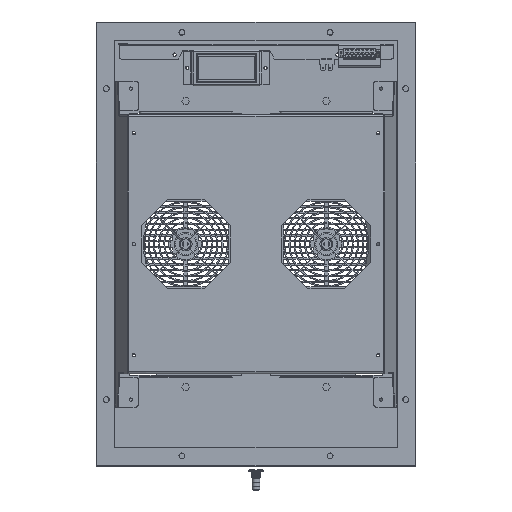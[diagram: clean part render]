
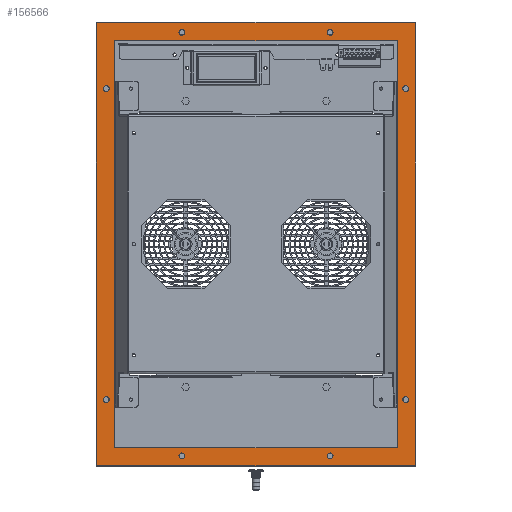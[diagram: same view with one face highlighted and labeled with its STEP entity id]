
A CAD part, front view. The second image highlights one B-rep face of the part: STEP entity #156566.
In plain terms, the highlighted planar face has unit normal (0, -1, 0).
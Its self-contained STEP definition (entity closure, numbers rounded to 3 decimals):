
#156028=DIRECTION('',(0.,0.,1.));
#156029=VECTOR('',#156028,598.);
#156030=CARTESIAN_POINT('',(215.,-3.,-299.));
#156031=LINE('',#156030,#156029);
#156036=DIRECTION('',(-1.,0.,0.));
#156037=VECTOR('',#156036,430.);
#156038=CARTESIAN_POINT('',(215.,-3.,299.));
#156039=LINE('',#156038,#156037);
#156040=CARTESIAN_POINT('',(-202.,-3.,-210.));
#156041=DIRECTION('',(0.,1.,0.));
#156042=DIRECTION('',(0.,0.,-1.));
#156043=AXIS2_PLACEMENT_3D('',#156040,#156041,#156042);
#156045=CARTESIAN_POINT('',(-202.,-3.,-210.));
#156046=DIRECTION('',(0.,1.,0.));
#156047=DIRECTION('',(0.,0.,1.));
#156048=AXIS2_PLACEMENT_3D('',#156045,#156046,#156047);
#156050=DIRECTION('',(1.,0.,0.));
#156051=VECTOR('',#156050,382.);
#156052=CARTESIAN_POINT('',(-191.,-3.,275.));
#156053=LINE('',#156052,#156051);
#156054=CARTESIAN_POINT('',(-100.,-3.,-286.));
#156055=DIRECTION('',(0.,1.,0.));
#156056=DIRECTION('',(1.,0.,0.));
#156057=AXIS2_PLACEMENT_3D('',#156054,#156055,#156056);
#156059=CARTESIAN_POINT('',(-100.,-3.,-286.));
#156060=DIRECTION('',(0.,1.,0.));
#156061=DIRECTION('',(-1.,0.,0.));
#156062=AXIS2_PLACEMENT_3D('',#156059,#156060,#156061);
#156064=CARTESIAN_POINT('',(-202.,-3.,210.));
#156065=DIRECTION('',(0.,1.,0.));
#156066=DIRECTION('',(0.,0.,-1.));
#156067=AXIS2_PLACEMENT_3D('',#156064,#156065,#156066);
#156069=CARTESIAN_POINT('',(-202.,-3.,210.));
#156070=DIRECTION('',(0.,1.,0.));
#156071=DIRECTION('',(0.,0.,1.));
#156072=AXIS2_PLACEMENT_3D('',#156069,#156070,#156071);
#156074=CARTESIAN_POINT('',(-100.,-3.,286.));
#156075=DIRECTION('',(0.,1.,0.));
#156076=DIRECTION('',(-1.,0.,0.));
#156077=AXIS2_PLACEMENT_3D('',#156074,#156075,#156076);
#156079=CARTESIAN_POINT('',(-100.,-3.,286.));
#156080=DIRECTION('',(0.,1.,0.));
#156081=DIRECTION('',(1.,0.,0.));
#156082=AXIS2_PLACEMENT_3D('',#156079,#156080,#156081);
#156084=CARTESIAN_POINT('',(202.,-3.,-210.));
#156085=DIRECTION('',(0.,1.,0.));
#156086=DIRECTION('',(0.,0.,1.));
#156087=AXIS2_PLACEMENT_3D('',#156084,#156085,#156086);
#156089=CARTESIAN_POINT('',(202.,-3.,-210.));
#156090=DIRECTION('',(0.,1.,0.));
#156091=DIRECTION('',(0.,0.,-1.));
#156092=AXIS2_PLACEMENT_3D('',#156089,#156090,#156091);
#156094=CARTESIAN_POINT('',(100.,-3.,-286.));
#156095=DIRECTION('',(0.,1.,0.));
#156096=DIRECTION('',(1.,0.,0.));
#156097=AXIS2_PLACEMENT_3D('',#156094,#156095,#156096);
#156099=CARTESIAN_POINT('',(100.,-3.,-286.));
#156100=DIRECTION('',(0.,1.,0.));
#156101=DIRECTION('',(-1.,0.,0.));
#156102=AXIS2_PLACEMENT_3D('',#156099,#156100,#156101);
#156104=CARTESIAN_POINT('',(202.,-3.,210.));
#156105=DIRECTION('',(0.,1.,0.));
#156106=DIRECTION('',(0.,0.,1.));
#156107=AXIS2_PLACEMENT_3D('',#156104,#156105,#156106);
#156109=CARTESIAN_POINT('',(202.,-3.,210.));
#156110=DIRECTION('',(0.,1.,0.));
#156111=DIRECTION('',(0.,0.,-1.));
#156112=AXIS2_PLACEMENT_3D('',#156109,#156110,#156111);
#156114=CARTESIAN_POINT('',(100.,-3.,286.));
#156115=DIRECTION('',(0.,1.,0.));
#156116=DIRECTION('',(-1.,0.,0.));
#156117=AXIS2_PLACEMENT_3D('',#156114,#156115,#156116);
#156119=CARTESIAN_POINT('',(100.,-3.,286.));
#156120=DIRECTION('',(0.,1.,0.));
#156121=DIRECTION('',(1.,0.,0.));
#156122=AXIS2_PLACEMENT_3D('',#156119,#156120,#156121);
#156124=DIRECTION('',(1.,0.,0.));
#156125=VECTOR('',#156124,430.);
#156126=CARTESIAN_POINT('',(-215.,-3.,-299.));
#156127=LINE('',#156126,#156125);
#156128=DIRECTION('',(0.,0.,-1.));
#156129=VECTOR('',#156128,598.);
#156130=CARTESIAN_POINT('',(-215.,-3.,299.));
#156131=LINE('',#156130,#156129);
#156148=DIRECTION('',(0.,0.,1.));
#156149=VECTOR('',#156148,550.);
#156150=CARTESIAN_POINT('',(-191.,-3.,-275.));
#156151=LINE('',#156150,#156149);
#156152=DIRECTION('',(-1.,0.,0.));
#156153=VECTOR('',#156152,382.);
#156154=CARTESIAN_POINT('',(191.,-3.,-275.));
#156155=LINE('',#156154,#156153);
#156164=DIRECTION('',(0.,0.,-1.));
#156165=VECTOR('',#156164,550.);
#156166=CARTESIAN_POINT('',(191.,-3.,275.));
#156167=LINE('',#156166,#156165);
#156324=CARTESIAN_POINT('',(215.,-3.,299.));
#156325=CARTESIAN_POINT('',(-215.,-3.,299.));
#156326=VERTEX_POINT('',#156324);
#156327=VERTEX_POINT('',#156325);
#156328=CARTESIAN_POINT('',(-202.,-3.,-214.));
#156329=CARTESIAN_POINT('',(-202.,-3.,-206.));
#156330=VERTEX_POINT('',#156328);
#156331=VERTEX_POINT('',#156329);
#156332=CARTESIAN_POINT('',(-191.,-3.,275.));
#156333=CARTESIAN_POINT('',(191.,-3.,275.));
#156334=VERTEX_POINT('',#156332);
#156335=VERTEX_POINT('',#156333);
#156336=CARTESIAN_POINT('',(-96.,-3.,-286.));
#156337=CARTESIAN_POINT('',(-104.,-3.,-286.));
#156338=VERTEX_POINT('',#156336);
#156339=VERTEX_POINT('',#156337);
#156340=CARTESIAN_POINT('',(-202.,-3.,206.));
#156341=CARTESIAN_POINT('',(-202.,-3.,214.));
#156342=VERTEX_POINT('',#156340);
#156343=VERTEX_POINT('',#156341);
#156344=CARTESIAN_POINT('',(-104.,-3.,286.));
#156345=CARTESIAN_POINT('',(-96.,-3.,286.));
#156346=VERTEX_POINT('',#156344);
#156347=VERTEX_POINT('',#156345);
#156348=CARTESIAN_POINT('',(202.,-3.,-206.));
#156349=CARTESIAN_POINT('',(202.,-3.,-214.));
#156350=VERTEX_POINT('',#156348);
#156351=VERTEX_POINT('',#156349);
#156352=CARTESIAN_POINT('',(104.,-3.,-286.));
#156353=CARTESIAN_POINT('',(96.,-3.,-286.));
#156354=VERTEX_POINT('',#156352);
#156355=VERTEX_POINT('',#156353);
#156356=CARTESIAN_POINT('',(202.,-3.,214.));
#156357=CARTESIAN_POINT('',(202.,-3.,206.));
#156358=VERTEX_POINT('',#156356);
#156359=VERTEX_POINT('',#156357);
#156360=CARTESIAN_POINT('',(96.,-3.,286.));
#156361=CARTESIAN_POINT('',(104.,-3.,286.));
#156362=VERTEX_POINT('',#156360);
#156363=VERTEX_POINT('',#156361);
#156372=CARTESIAN_POINT('',(-215.,-3.,-299.));
#156373=CARTESIAN_POINT('',(215.,-3.,-299.));
#156374=VERTEX_POINT('',#156372);
#156375=VERTEX_POINT('',#156373);
#156376=CARTESIAN_POINT('',(-191.,-3.,-275.));
#156377=VERTEX_POINT('',#156376);
#156378=CARTESIAN_POINT('',(191.,-3.,-275.));
#156379=VERTEX_POINT('',#156378);
#156495=CARTESIAN_POINT('',(0.,-3.,0.));
#156496=DIRECTION('',(0.,-1.,0.));
#156497=DIRECTION('',(1.,0.,0.));
#156498=AXIS2_PLACEMENT_3D('',#156495,#156496,#156497);
#156499=PLANE('',#156498);
#156501=ORIENTED_EDGE('',*,*,#156500,.F.);
#156503=ORIENTED_EDGE('',*,*,#156502,.F.);
#156504=ORIENTED_EDGE('',*,*,#156473,.F.);
#156505=ORIENTED_EDGE('',*,*,#156486,.F.);
#156506=EDGE_LOOP('',(#156501,#156503,#156504,#156505));
#156507=FACE_OUTER_BOUND('',#156506,.F.);
#156509=ORIENTED_EDGE('',*,*,#156508,.F.);
#156511=ORIENTED_EDGE('',*,*,#156510,.F.);
#156512=EDGE_LOOP('',(#156509,#156511));
#156513=FACE_BOUND('',#156512,.F.);
#156515=ORIENTED_EDGE('',*,*,#156514,.F.);
#156517=ORIENTED_EDGE('',*,*,#156516,.F.);
#156519=ORIENTED_EDGE('',*,*,#156518,.F.);
#156521=ORIENTED_EDGE('',*,*,#156520,.F.);
#156522=EDGE_LOOP('',(#156515,#156517,#156519,#156521));
#156523=FACE_BOUND('',#156522,.F.);
#156525=ORIENTED_EDGE('',*,*,#156524,.F.);
#156527=ORIENTED_EDGE('',*,*,#156526,.F.);
#156528=EDGE_LOOP('',(#156525,#156527));
#156529=FACE_BOUND('',#156528,.F.);
#156531=ORIENTED_EDGE('',*,*,#156530,.F.);
#156533=ORIENTED_EDGE('',*,*,#156532,.F.);
#156534=EDGE_LOOP('',(#156531,#156533));
#156535=FACE_BOUND('',#156534,.F.);
#156537=ORIENTED_EDGE('',*,*,#156536,.F.);
#156539=ORIENTED_EDGE('',*,*,#156538,.F.);
#156540=EDGE_LOOP('',(#156537,#156539));
#156541=FACE_BOUND('',#156540,.F.);
#156543=ORIENTED_EDGE('',*,*,#156542,.F.);
#156545=ORIENTED_EDGE('',*,*,#156544,.F.);
#156546=EDGE_LOOP('',(#156543,#156545));
#156547=FACE_BOUND('',#156546,.F.);
#156549=ORIENTED_EDGE('',*,*,#156548,.F.);
#156551=ORIENTED_EDGE('',*,*,#156550,.F.);
#156552=EDGE_LOOP('',(#156549,#156551));
#156553=FACE_BOUND('',#156552,.F.);
#156555=ORIENTED_EDGE('',*,*,#156554,.F.);
#156557=ORIENTED_EDGE('',*,*,#156556,.F.);
#156558=EDGE_LOOP('',(#156555,#156557));
#156559=FACE_BOUND('',#156558,.F.);
#156561=ORIENTED_EDGE('',*,*,#156560,.F.);
#156563=ORIENTED_EDGE('',*,*,#156562,.F.);
#156564=EDGE_LOOP('',(#156561,#156563));
#156565=FACE_BOUND('',#156564,.F.);
#156566=ADVANCED_FACE('',(#156507,#156513,#156523,#156529,#156535,#156541,
#156547,#156553,#156559,#156565),#156499,.T.);
#156044=CIRCLE('',#156043,4.);
#156049=CIRCLE('',#156048,4.);
#156058=CIRCLE('',#156057,4.);
#156063=CIRCLE('',#156062,4.);
#156068=CIRCLE('',#156067,4.);
#156073=CIRCLE('',#156072,4.);
#156078=CIRCLE('',#156077,4.);
#156083=CIRCLE('',#156082,4.);
#156088=CIRCLE('',#156087,4.);
#156093=CIRCLE('',#156092,4.);
#156098=CIRCLE('',#156097,4.);
#156103=CIRCLE('',#156102,4.);
#156108=CIRCLE('',#156107,4.);
#156113=CIRCLE('',#156112,4.);
#156118=CIRCLE('',#156117,4.);
#156123=CIRCLE('',#156122,4.);
#156473=EDGE_CURVE('',#156326,#156327,#156039,.T.);
#156486=EDGE_CURVE('',#156375,#156326,#156031,.T.);
#156500=EDGE_CURVE('',#156374,#156375,#156127,.T.);
#156502=EDGE_CURVE('',#156327,#156374,#156131,.T.);
#156508=EDGE_CURVE('',#156330,#156331,#156044,.T.);
#156510=EDGE_CURVE('',#156331,#156330,#156049,.T.);
#156514=EDGE_CURVE('',#156377,#156334,#156151,.T.);
#156516=EDGE_CURVE('',#156379,#156377,#156155,.T.);
#156518=EDGE_CURVE('',#156335,#156379,#156167,.T.);
#156520=EDGE_CURVE('',#156334,#156335,#156053,.T.);
#156524=EDGE_CURVE('',#156338,#156339,#156058,.T.);
#156526=EDGE_CURVE('',#156339,#156338,#156063,.T.);
#156530=EDGE_CURVE('',#156342,#156343,#156068,.T.);
#156532=EDGE_CURVE('',#156343,#156342,#156073,.T.);
#156536=EDGE_CURVE('',#156346,#156347,#156078,.T.);
#156538=EDGE_CURVE('',#156347,#156346,#156083,.T.);
#156542=EDGE_CURVE('',#156350,#156351,#156088,.T.);
#156544=EDGE_CURVE('',#156351,#156350,#156093,.T.);
#156548=EDGE_CURVE('',#156354,#156355,#156098,.T.);
#156550=EDGE_CURVE('',#156355,#156354,#156103,.T.);
#156554=EDGE_CURVE('',#156358,#156359,#156108,.T.);
#156556=EDGE_CURVE('',#156359,#156358,#156113,.T.);
#156560=EDGE_CURVE('',#156362,#156363,#156118,.T.);
#156562=EDGE_CURVE('',#156363,#156362,#156123,.T.);
